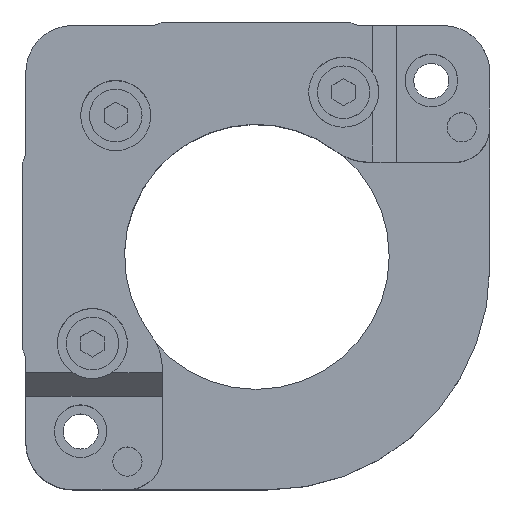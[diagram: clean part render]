
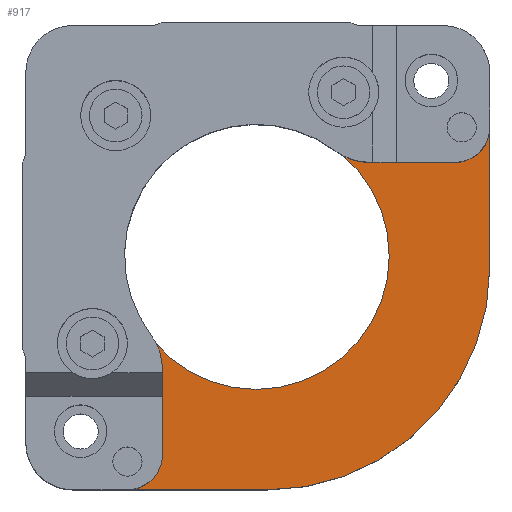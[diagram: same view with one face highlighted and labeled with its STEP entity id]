
A CAD part, top view. The second image highlights one B-rep face of the part: STEP entity #917.
In plain terms, the highlighted planar face has unit normal (0, 0, 1).
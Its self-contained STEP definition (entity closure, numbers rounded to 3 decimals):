
#64 = EDGE_LOOP ( 'NONE', ( #3938 ) ) ;
#68 = AXIS2_PLACEMENT_3D ( 'NONE', #2604, #4449, #2103 ) ;
#90 = VERTEX_POINT ( 'NONE', #1981 ) ;
#134 = AXIS2_PLACEMENT_3D ( 'NONE', #538, #1608, #3099 ) ;
#160 = DIRECTION ( 'NONE',  ( 1., 0., 0. ) ) ;
#162 = EDGE_CURVE ( 'NONE', #1162, #1162, #336, .T. ) ;
#197 = FACE_OUTER_BOUND ( 'NONE', #3862, .T. ) ;
#244 = CIRCLE ( 'NONE', #3517, 1. ) ;
#278 = FACE_BOUND ( 'NONE', #4182, .T. ) ;
#279 = CARTESIAN_POINT ( 'NONE',  ( 1., -20., 8. ) ) ;
#335 = CARTESIAN_POINT ( 'NONE',  ( 0., 0., 8. ) ) ;
#336 = CIRCLE ( 'NONE', #3053, 1. ) ;
#363 = CARTESIAN_POINT ( 'NONE',  ( -12., 12., 8. ) ) ;
#368 = DIRECTION ( 'NONE',  ( 0., 0., 1. ) ) ;
#405 = EDGE_CURVE ( 'NONE', #3320, #3320, #1028, .T. ) ;
#476 = EDGE_LOOP ( 'NONE', ( #973 ) ) ;
#478 = VECTOR ( 'NONE', #4364, 1000. ) ;
#538 = CARTESIAN_POINT ( 'NONE',  ( -15., -15., 8. ) ) ;
#643 = DIRECTION ( 'NONE',  ( 0., 0., 1. ) ) ;
#668 = EDGE_CURVE ( 'NONE', #2633, #1850, #2903, .T. ) ;
#676 = ORIENTED_EDGE ( 'NONE', *, *, #2533, .F. ) ;
#697 = DIRECTION ( 'NONE',  ( 1., 0., 0. ) ) ;
#837 = DIRECTION ( 'NONE',  ( 0., 0., 1. ) ) ;
#851 = DIRECTION ( 'NONE',  ( 1., 0., 0. ) ) ;
#900 = DIRECTION ( 'NONE',  ( 0., 0., -1. ) ) ;
#917 = ADVANCED_FACE ( 'NONE', ( #2122, #2047, #3168, #197, #278, #1680, #4285, #4650 ), #1307, .F. ) ;
#949 = CARTESIAN_POINT ( 'NONE',  ( 1., -1., 8. ) ) ;
#954 = VECTOR ( 'NONE', #1837, 1000. ) ;
#957 = DIRECTION ( 'NONE',  ( 1., 0., 0. ) ) ;
#973 = ORIENTED_EDGE ( 'NONE', *, *, #2855, .F. ) ;
#1028 = CIRCLE ( 'NONE', #1105, 11.4 ) ;
#1038 = AXIS2_PLACEMENT_3D ( 'NONE', #3417, #3871, #851 ) ;
#1089 = DIRECTION ( 'NONE',  ( 1., 0., 0. ) ) ;
#1105 = AXIS2_PLACEMENT_3D ( 'NONE', #335, #643, #1422 ) ;
#1158 = EDGE_CURVE ( 'NONE', #3271, #1984, #1427, .T. ) ;
#1162 = VERTEX_POINT ( 'NONE', #1486 ) ;
#1218 = CIRCLE ( 'NONE', #2864, 2.5 ) ;
#1252 = ORIENTED_EDGE ( 'NONE', *, *, #2063, .F. ) ;
#1264 = LINE ( 'NONE', #3124, #1613 ) ;
#1307 = PLANE ( 'NONE',  #3129 ) ;
#1334 = ORIENTED_EDGE ( 'NONE', *, *, #3553, .F. ) ;
#1373 = CARTESIAN_POINT ( 'NONE',  ( -14., -7.5, 8. ) ) ;
#1396 = CARTESIAN_POINT ( 'NONE',  ( -19.7, 15.7, 8. ) ) ;
#1422 = DIRECTION ( 'NONE',  ( 1., 0., 0. ) ) ;
#1427 = CIRCLE ( 'NONE', #1038, 4. ) ;
#1486 = CARTESIAN_POINT ( 'NONE',  ( 8.5, 14., 8. ) ) ;
#1548 = ORIENTED_EDGE ( 'NONE', *, *, #668, .F. ) ;
#1577 = EDGE_CURVE ( 'NONE', #90, #3271, #2832, .T. ) ;
#1608 = DIRECTION ( 'NONE',  ( 0., 0., 1. ) ) ;
#1613 = VECTOR ( 'NONE', #3541, 1000. ) ;
#1680 = FACE_BOUND ( 'NONE', #476, .T. ) ;
#1693 = CARTESIAN_POINT ( 'NONE',  ( -12.5, -15., 8. ) ) ;
#1703 = DIRECTION ( 'NONE',  ( 0., 0., -1. ) ) ;
#1837 = DIRECTION ( 'NONE',  ( 1., 0., 0. ) ) ;
#1850 = VERTEX_POINT ( 'NONE', #4189 ) ;
#1861 = AXIS2_PLACEMENT_3D ( 'NONE', #3016, #837, #4498 ) ;
#1888 = CIRCLE ( 'NONE', #1956, 4. ) ;
#1956 = AXIS2_PLACEMENT_3D ( 'NONE', #3814, #2285, #4521 ) ;
#1976 = DIRECTION ( 'NONE',  ( 1., 0., 0. ) ) ;
#1981 = CARTESIAN_POINT ( 'NONE',  ( 1., -20., 8. ) ) ;
#1984 = VERTEX_POINT ( 'NONE', #3239 ) ;
#2003 = CIRCLE ( 'NONE', #1861, 2.3 ) ;
#2037 = VERTEX_POINT ( 'NONE', #4620 ) ;
#2047 = FACE_BOUND ( 'NONE', #3144, .T. ) ;
#2063 = EDGE_CURVE ( 'NONE', #1984, #2841, #3937, .T. ) ;
#2103 = DIRECTION ( 'NONE',  ( 1., 0., 0. ) ) ;
#2122 = FACE_BOUND ( 'NONE', #4095, .T. ) ;
#2203 = LINE ( 'NONE', #3699, #954 ) ;
#2223 = ORIENTED_EDGE ( 'NONE', *, *, #4007, .F. ) ;
#2276 = CIRCLE ( 'NONE', #4685, 1. ) ;
#2285 = DIRECTION ( 'NONE',  ( 0., 0., -1. ) ) ;
#2319 = EDGE_CURVE ( 'NONE', #3070, #3070, #244, .T. ) ;
#2330 = CARTESIAN_POINT ( 'NONE',  ( -13., -7.5, 8. ) ) ;
#2417 = CARTESIAN_POINT ( 'NONE',  ( 16., 19.7, 8. ) ) ;
#2424 = CARTESIAN_POINT ( 'NONE',  ( -19.7, -1., 8. ) ) ;
#2456 = EDGE_LOOP ( 'NONE', ( #1334 ) ) ;
#2466 = CARTESIAN_POINT ( 'NONE',  ( -15.7, -20., 8. ) ) ;
#2533 = EDGE_CURVE ( 'NONE', #2841, #2686, #1888, .T. ) ;
#2575 = VERTEX_POINT ( 'NONE', #1693 ) ;
#2583 = EDGE_LOOP ( 'NONE', ( #3943 ) ) ;
#2604 = CARTESIAN_POINT ( 'NONE',  ( 1., -1., 8. ) ) ;
#2606 = VERTEX_POINT ( 'NONE', #3183 ) ;
#2633 = VERTEX_POINT ( 'NONE', #2417 ) ;
#2657 = CARTESIAN_POINT ( 'NONE',  ( 11.4, 0., 8. ) ) ;
#2686 = VERTEX_POINT ( 'NONE', #3860 ) ;
#2746 = DIRECTION ( 'NONE',  ( 0., 0., 1. ) ) ;
#2767 = CARTESIAN_POINT ( 'NONE',  ( 15., 15., 8. ) ) ;
#2806 = CARTESIAN_POINT ( 'NONE',  ( 7.5, 14., 8. ) ) ;
#2832 = LINE ( 'NONE', #279, #478 ) ;
#2841 = VERTEX_POINT ( 'NONE', #1396 ) ;
#2840 = DIRECTION ( 'NONE',  ( 0., 1., 0. ) ) ;
#2855 = EDGE_CURVE ( 'NONE', #2037, #2037, #2276, .T. ) ;
#2864 = AXIS2_PLACEMENT_3D ( 'NONE', #2767, #2746, #160 ) ;
#2903 = CIRCLE ( 'NONE', #2985, 4. ) ;
#2915 = ORIENTED_EDGE ( 'NONE', *, *, #3896, .F. ) ;
#2950 = ORIENTED_EDGE ( 'NONE', *, *, #4360, .F. ) ;
#2977 = VECTOR ( 'NONE', #2840, 1000. ) ;
#2985 = AXIS2_PLACEMENT_3D ( 'NONE', #4260, #900, #1976 ) ;
#3016 = CARTESIAN_POINT ( 'NONE',  ( -15.264, 15.264, 8. ) ) ;
#3053 = AXIS2_PLACEMENT_3D ( 'NONE', #2806, #4293, #957 ) ;
#3070 = VERTEX_POINT ( 'NONE', #2330 ) ;
#3099 = DIRECTION ( 'NONE',  ( 1., 0., 0. ) ) ;
#3124 = CARTESIAN_POINT ( 'NONE',  ( 20., -1., 8. ) ) ;
#3129 = AXIS2_PLACEMENT_3D ( 'NONE', #949, #1703, #4313 ) ;
#3144 = EDGE_LOOP ( 'NONE', ( #3436 ) ) ;
#3168 = FACE_BOUND ( 'NONE', #2456, .T. ) ;
#3180 = EDGE_CURVE ( 'NONE', #2575, #2575, #3250, .T. ) ;
#3183 = CARTESIAN_POINT ( 'NONE',  ( 17.5, 15., 8. ) ) ;
#3239 = CARTESIAN_POINT ( 'NONE',  ( -19.7, -16., 8. ) ) ;
#3250 = CIRCLE ( 'NONE', #134, 2.5 ) ;
#3271 = VERTEX_POINT ( 'NONE', #2466 ) ;
#3320 = VERTEX_POINT ( 'NONE', #2657 ) ;
#3417 = CARTESIAN_POINT ( 'NONE',  ( -15.7, -16., 8. ) ) ;
#3436 = ORIENTED_EDGE ( 'NONE', *, *, #3180, .F. ) ;
#3488 = CIRCLE ( 'NONE', #68, 19. ) ;
#3517 = AXIS2_PLACEMENT_3D ( 'NONE', #1373, #368, #1089 ) ;
#3541 = DIRECTION ( 'NONE',  ( 0., -1., 0. ) ) ;
#3553 = EDGE_CURVE ( 'NONE', #2606, #2606, #1218, .T. ) ;
#3616 = ORIENTED_EDGE ( 'NONE', *, *, #1158, .F. ) ;
#3699 = CARTESIAN_POINT ( 'NONE',  ( 1., 19.7, 8. ) ) ;
#3814 = CARTESIAN_POINT ( 'NONE',  ( -15.7, 15.7, 8. ) ) ;
#3831 = ORIENTED_EDGE ( 'NONE', *, *, #4102, .F. ) ;
#3860 = CARTESIAN_POINT ( 'NONE',  ( -15.7, 19.7, 8. ) ) ;
#3862 = EDGE_LOOP ( 'NONE', ( #1548, #2950, #676, #1252, #3616, #4454, #2915, #3831 ) ) ;
#3871 = DIRECTION ( 'NONE',  ( 0., 0., -1. ) ) ;
#3896 = EDGE_CURVE ( 'NONE', #4305, #90, #3488, .T. ) ;
#3938 = ORIENTED_EDGE ( 'NONE', *, *, #162, .F. ) ;
#3937 = LINE ( 'NONE', #2424, #2977 ) ;
#3943 = ORIENTED_EDGE ( 'NONE', *, *, #405, .F. ) ;
#3984 = DIRECTION ( 'NONE',  ( 0., 0., 1. ) ) ;
#4007 = EDGE_CURVE ( 'NONE', #4768, #4768, #2003, .T. ) ;
#4095 = EDGE_LOOP ( 'NONE', ( #2223 ) ) ;
#4102 = EDGE_CURVE ( 'NONE', #1850, #4305, #1264, .T. ) ;
#4182 = EDGE_LOOP ( 'NONE', ( #4368 ) ) ;
#4189 = CARTESIAN_POINT ( 'NONE',  ( 20., 15.7, 8. ) ) ;
#4260 = CARTESIAN_POINT ( 'NONE',  ( 16., 15.7, 8. ) ) ;
#4285 = FACE_BOUND ( 'NONE', #2583, .T. ) ;
#4293 = DIRECTION ( 'NONE',  ( 0., 0., 1. ) ) ;
#4305 = VERTEX_POINT ( 'NONE', #4791 ) ;
#4313 = DIRECTION ( 'NONE',  ( -1., 0., 0. ) ) ;
#4360 = EDGE_CURVE ( 'NONE', #2686, #2633, #2203, .T. ) ;
#4364 = DIRECTION ( 'NONE',  ( -1., 0., 0. ) ) ;
#4368 = ORIENTED_EDGE ( 'NONE', *, *, #2319, .F. ) ;
#4404 = CARTESIAN_POINT ( 'NONE',  ( -12.964, 15.264, 8. ) ) ;
#4449 = DIRECTION ( 'NONE',  ( 0., 0., -1. ) ) ;
#4454 = ORIENTED_EDGE ( 'NONE', *, *, #1577, .F. ) ;
#4498 = DIRECTION ( 'NONE',  ( 1., 0., 0. ) ) ;
#4521 = DIRECTION ( 'NONE',  ( 1., 0., 0. ) ) ;
#4620 = CARTESIAN_POINT ( 'NONE',  ( -11., 12., 8. ) ) ;
#4650 = FACE_BOUND ( 'NONE', #64, .T. ) ;
#4685 = AXIS2_PLACEMENT_3D ( 'NONE', #363, #3984, #697 ) ;
#4768 = VERTEX_POINT ( 'NONE', #4404 ) ;
#4791 = CARTESIAN_POINT ( 'NONE',  ( 20., -1., 8. ) ) ;
